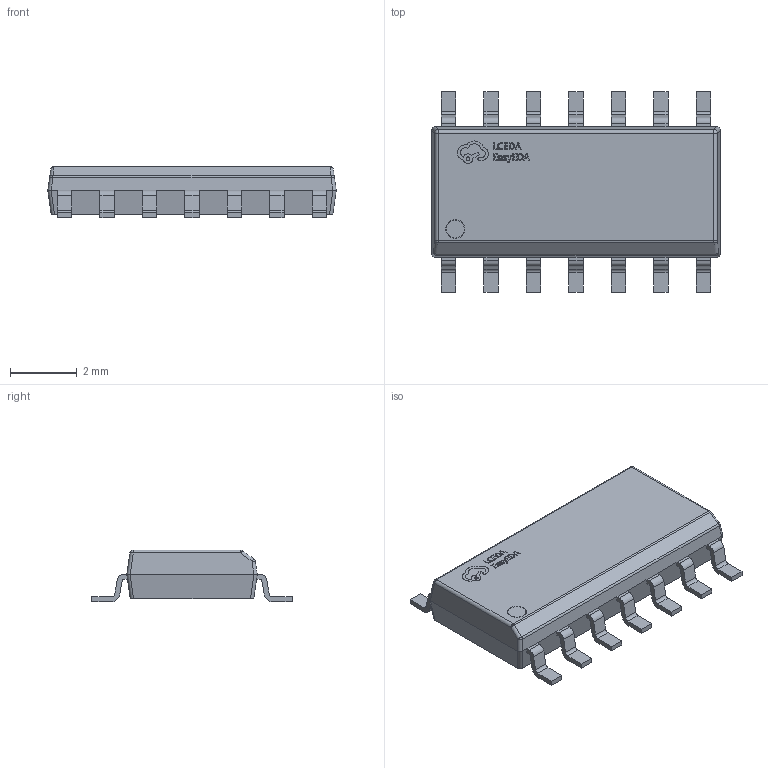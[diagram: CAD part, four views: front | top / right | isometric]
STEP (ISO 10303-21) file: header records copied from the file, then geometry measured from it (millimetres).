
FILE_DESCRIPTION (( 'STEP AP214' ), '1' );
FILE_NAME ('SOP-14_L8.6-W3.9-P1.27-LS6.0-BL.step', '2022-09-06T03:42:11', ( '' ), ( '' ), 'SwSTEP 2.0', 'SolidWorks 2020', '' );
FILE_SCHEMA (( 'AUTOMOTIVE_DESIGN' ));
Length unit declared in the file: millimetre
Products named in the file (1): SOP-14_L8.6-W3.9-P1.27-LS6.0-BL
Bounding box: 8.63 x 6 x 1.55 mm (x, y, z)
Volume: 47.9 mm3; surface area: 121.3 mm2
Topology: 1 solids, 1 shells, 500 faces, 1359 edges, 888 vertices
Faces by surface type: plane 309, bspline 112, cylinder 71, sphere 6, torus 2
Entity records: 22333 total; most frequent: CARTESIAN_POINT 4876, ORIENTED_EDGE 2718, DIRECTION 2037, EDGE_CURVE 1359, VECTOR 987, LINE 987, VERTEX_POINT 888, EDGE_LOOP 527
